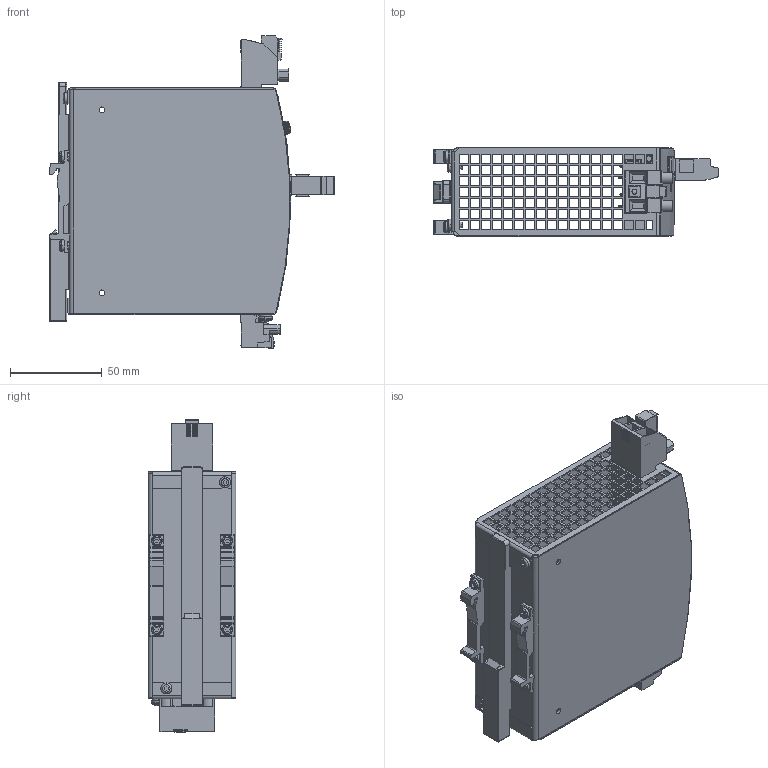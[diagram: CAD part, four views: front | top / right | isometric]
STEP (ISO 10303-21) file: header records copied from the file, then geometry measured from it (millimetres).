
FILE_DESCRIPTION((''),'2;1');
FILE_NAME('CAD-7202_CP20_241-R2_SW0001','2021-03-15T08:16:05',('creinig-se'),(''),'CREO PARAMETRIC BY PTC INC, 2019292','CREO PARAMETRIC BY PTC INC, 2019292','');
FILE_SCHEMA(('CONFIG_CONTROL_DESIGN','SHAPE_APPEARANCE_LAYERS_GROUPS'));
Products named in the file (1): CAD-7202_CP20_241-R2_SW0001
Bounding box: 155.59 x 48 x 170.57 mm (x, y, z)
Volume: 101190.1 mm3; surface area: 120234.3 mm2
Topology: 3 solids, 7 shells, 2809 faces, 7942 edges, 5222 vertices
Faces by surface type: plane 2091, cylinder 417, extrusion 167, cone 60, torus 42, bspline 19, sphere 13
Entity records: 117999 total; most frequent: CARTESIAN_POINT 23848, ORIENTED_EDGE 15822, DIRECTION 13751, EDGE_CURVE 7911, VECTOR 6417, LINE 6250, VERTEX_POINT 5216, AXIS2_PLACEMENT_3D 3667
